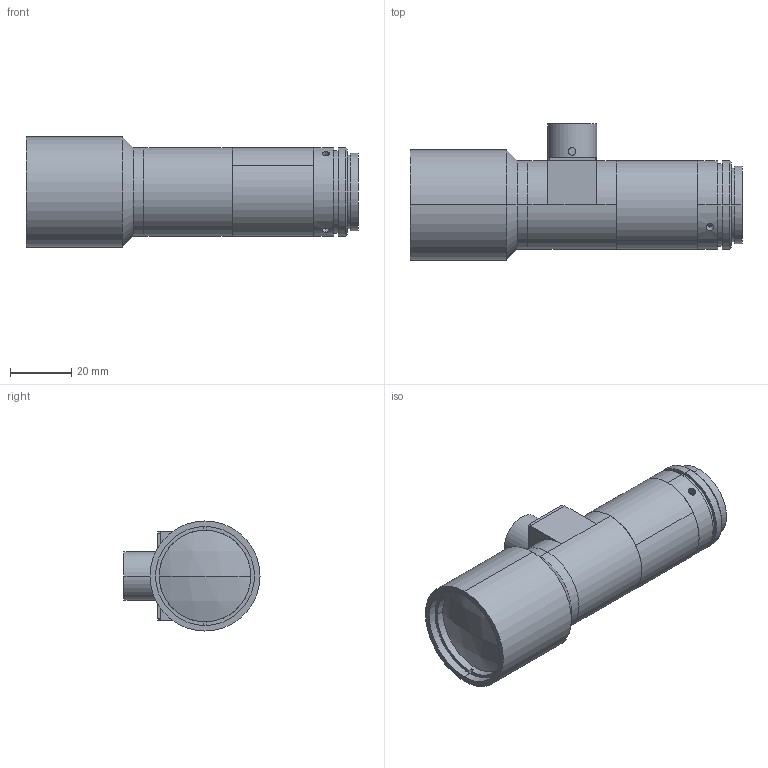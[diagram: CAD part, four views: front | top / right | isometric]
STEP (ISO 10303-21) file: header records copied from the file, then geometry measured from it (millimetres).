
FILE_DESCRIPTION (( 'STEP AP203' ), '1' );
FILE_NAME ('XF-MT05X65D.STEP', '2016-10-26T10:09:08', ( 'Lxtx999.CoM' ), ( 'Lxtx999.CoM' ), 'SwSTEP 2.0', 'SolidWorks 2014', '' );
FILE_SCHEMA (( 'CONFIG_CONTROL_DESIGN' ));
Length unit declared in the file: millimetre
Products named in the file (1): XF-MT05X65D
Bounding box: 108.56 x 44.5 x 36 mm (x, y, z)
Surface area: 17556.6 mm2 (no closed solid volume)
Topology: 0 solids, 9 shells, 114 faces, 302 edges, 205 vertices
Faces by surface type: cylinder 63, plane 43, cone 6, sphere 2
Entity records: 3929 total; most frequent: CARTESIAN_POINT 934, DIRECTION 664, ORIENTED_EDGE 518, EDGE_CURVE 302, AXIS2_PLACEMENT_3D 265, VERTEX_POINT 205, CIRCLE 150, EDGE_LOOP 144
